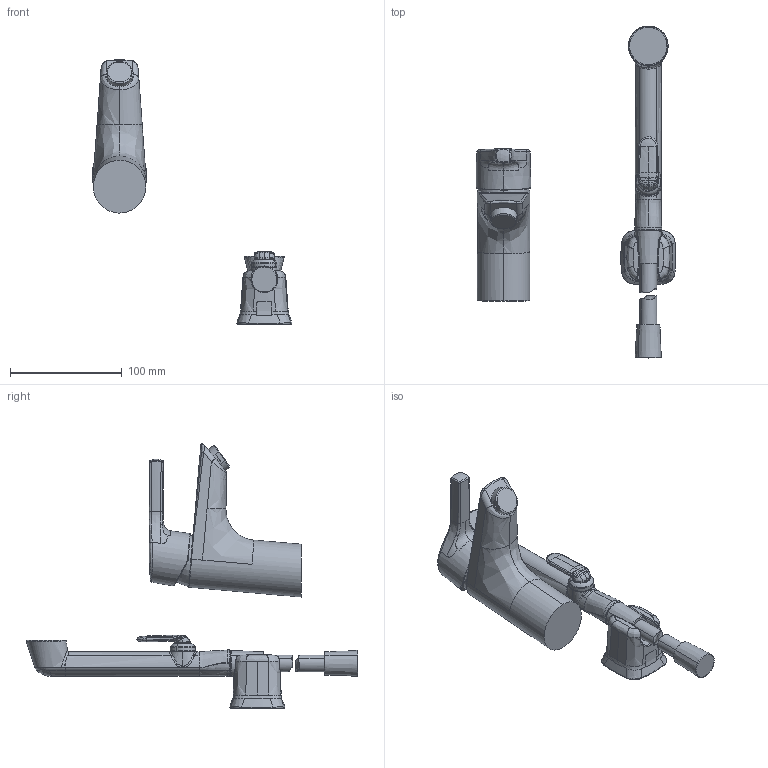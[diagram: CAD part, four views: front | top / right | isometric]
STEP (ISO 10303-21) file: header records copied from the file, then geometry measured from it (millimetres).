
FILE_DESCRIPTION (( 'STEP AP203' ), '1' );
FILE_NAME ('56402203.STEP', '2023-10-02T06:27:27', ( '' ), ( '' ), 'SwSTEP 2.0', 'SolidWorks 2016', '' );
FILE_SCHEMA (( 'CONFIG_CONTROL_DESIGN' ));
Products named in the file (1): 56402203
Bounding box: 178.64 x 296.68 x 236.53 mm (x, y, z)
Volume: 522803.5 mm3; surface area: 81013.6 mm2
Topology: 10 solids, 10 shells, 356 faces, 869 edges, 534 vertices
Faces by surface type: bspline 265, plane 27, cone 25, cylinder 25, torus 12, sphere 2
Entity records: 73158 total; most frequent: CARTESIAN_POINT 66943, ORIENTED_EDGE 1734, EDGE_CURVE 867, DIRECTION 638, VERTEX_POINT 534, B_SPLINE_CURVE_WITH_KNOTS 475, EDGE_LOOP 359, FACE_OUTER_BOUND 356
